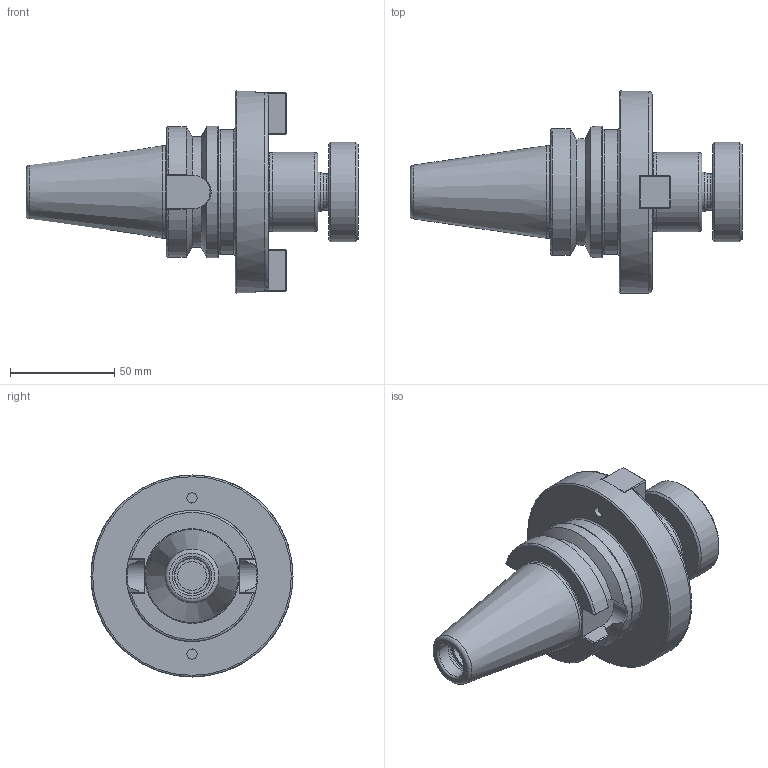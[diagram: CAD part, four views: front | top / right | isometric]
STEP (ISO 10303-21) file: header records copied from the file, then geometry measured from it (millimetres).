
FILE_DESCRIPTION(/* description */ (''),/* implementation_level */ '2;1');
FILE_NAME(/* name */ 'BT40-SM150-0200.stp',/* time_stamp */ '2019-07-23T13:50:24-05:00',/* author */ ('ldfli'),/* organization */ (''),/* preprocessor_version */ 'ST-DEVELOPER v18',/* originating_system */ 'Autodesk Inventor LT',/* authorisation */ '');
FILE_SCHEMA (('AUTOMOTIVE_DESIGN { 1 0 10303 214 3 1 1 }'));
Length unit declared in the file: millimetre
Products named in the file (1): BT40-SM150-0200
Bounding box: 159.4 x 97 x 97 mm (x, y, z)
Volume: 312976.9 mm3; surface area: 57748.3 mm2
Topology: 4 solids, 4 shells, 191 faces, 478 edges, 314 vertices
Faces by surface type: plane 117, cylinder 33, torus 16, cone 15, bspline 10
Full cylindrical faces by diameter (mm): 4.917 x2, 6 x2, 6.5 x2, 10 x2, 11.2 x2, 13.835 x1, 17 x1, 17.323 x1, 17.5 x1, 17.526 x1, 19.05 x1, 28 x1, 37.6 x1, 38.1 x1, 48 x1, 60 x1, 63 x1, 97 x1
Entity records: 6276 total; most frequent: CARTESIAN_POINT 1607, DIRECTION 970, ORIENTED_EDGE 956, EDGE_CURVE 478, AXIS2_PLACEMENT_3D 357, VERTEX_POINT 314, LINE 256, VECTOR 256
